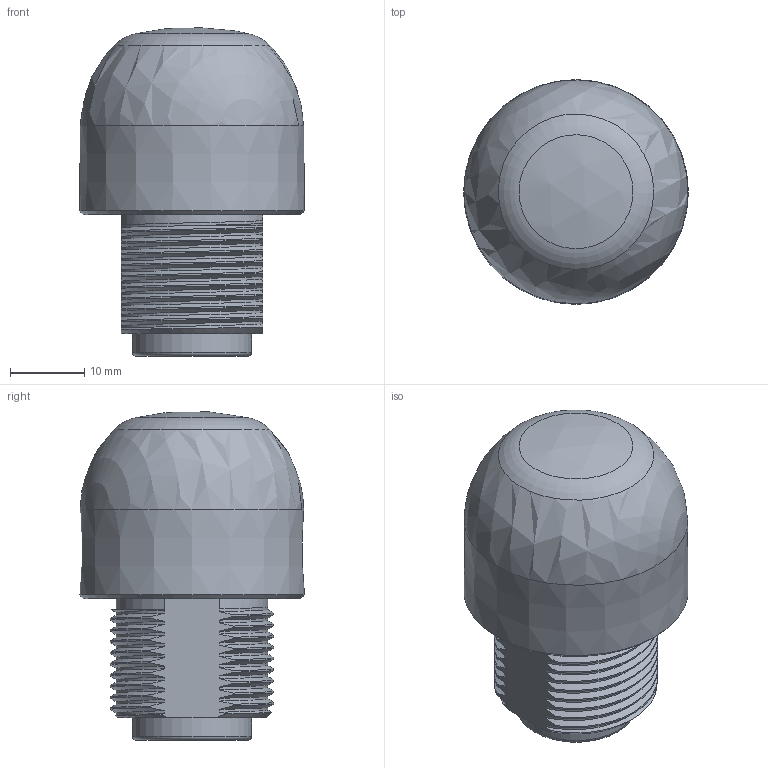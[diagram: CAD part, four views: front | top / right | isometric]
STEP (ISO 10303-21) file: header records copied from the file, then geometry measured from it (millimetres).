
FILE_DESCRIPTION(/* description */ (''),/* implementation_level */ '2;1');
FILE_NAME(/* name */ 'RL30EX RL30球形防爆指示灯_step.stp',/* time_stamp */ '2023-03-28T11:03:04+08:00',/* author */ (''),/* organization */ (''),/* preprocessor_version */ 'ST-DEVELOPER v16.7',/* originating_system */ 'SIEMENS PLM Software NX 12.0',/* authorisation */ '');
FILE_SCHEMA (('AUTOMOTIVE_DESIGN { 1 0 10303 214 3 1 1 1 }'));
Length unit declared in the file: millimetre
Products named in the file (1): Admi56F049747g1x
Bounding box: 30.2 x 30.2 x 44.1 mm (x, y, z)
Volume: 21065.9 mm3; surface area: 5052.2 mm2
Topology: 1 solids, 2 shells, 118 faces, 340 edges, 227 vertices
Faces by surface type: bspline 65, cylinder 26, plane 15, cone 8, torus 2, sphere 2
Full cylindrical faces by diameter (mm): 6.5 x1, 16 x1
Entity records: 29576 total; most frequent: CARTESIAN_POINT 27310, ORIENTED_EDGE 642, EDGE_CURVE 321, DIRECTION 233, VERTEX_POINT 219, EDGE_LOOP 131, ADVANCED_FACE 118, FACE_OUTER_BOUND 104
